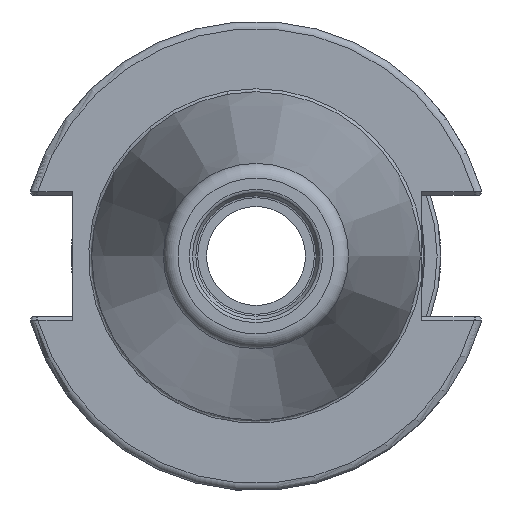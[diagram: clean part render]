
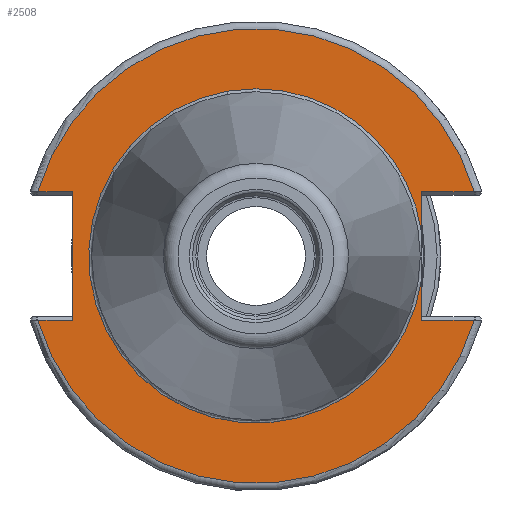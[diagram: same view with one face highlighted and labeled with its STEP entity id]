
A CAD part, left-side view. The second image highlights one B-rep face of the part: STEP entity #2508.
In plain terms, the highlighted planar face has unit normal (-1, 0, 0).
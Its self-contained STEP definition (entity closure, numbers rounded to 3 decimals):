
#155=PLANE('',#2673);
#250=FACE_OUTER_BOUND('',#390,.T.);
#390=EDGE_LOOP('',(#1721,#1722,#1723,#1724,#1725,#1726,#1727,#1728,#1729,
#1730,#1731));
#542=LINE('',#3693,#701);
#549=LINE('',#3815,#708);
#550=LINE('',#3819,#709);
#551=LINE('',#3821,#710);
#552=LINE('',#3823,#711);
#553=LINE('',#3827,#712);
#554=LINE('',#3829,#713);
#701=VECTOR('',#2970,10.);
#708=VECTOR('',#2981,10.);
#709=VECTOR('',#2984,10.);
#710=VECTOR('',#2985,10.);
#711=VECTOR('',#2986,10.);
#712=VECTOR('',#2989,10.);
#713=VECTOR('',#2990,10.);
#862=CIRCLE('',#2674,30.775);
#863=CIRCLE('',#2675,30.775);
#864=CIRCLE('',#2676,22.625);
#865=CIRCLE('',#2677,22.625);
#1021=VERTEX_POINT('',#3690);
#1022=VERTEX_POINT('',#3692);
#1030=VERTEX_POINT('',#3814);
#1031=VERTEX_POINT('',#3816);
#1032=VERTEX_POINT('',#3818);
#1033=VERTEX_POINT('',#3820);
#1034=VERTEX_POINT('',#3822);
#1035=VERTEX_POINT('',#3824);
#1036=VERTEX_POINT('',#3826);
#1037=VERTEX_POINT('',#3828);
#1038=VERTEX_POINT('',#3830);
#1299=EDGE_CURVE('',#1021,#1022,#542,.T.);
#1311=EDGE_CURVE('',#1030,#1022,#549,.T.);
#1312=EDGE_CURVE('',#1031,#1021,#862,.T.);
#1313=EDGE_CURVE('',#1032,#1031,#550,.T.);
#1314=EDGE_CURVE('',#1032,#1033,#551,.T.);
#1315=EDGE_CURVE('',#1034,#1033,#552,.T.);
#1316=EDGE_CURVE('',#1035,#1034,#863,.T.);
#1317=EDGE_CURVE('',#1036,#1035,#553,.T.);
#1318=EDGE_CURVE('',#1036,#1037,#554,.T.);
#1319=EDGE_CURVE('',#1037,#1038,#864,.T.);
#1320=EDGE_CURVE('',#1038,#1030,#865,.T.);
#1721=ORIENTED_EDGE('',*,*,#1311,.T.);
#1722=ORIENTED_EDGE('',*,*,#1299,.F.);
#1723=ORIENTED_EDGE('',*,*,#1312,.F.);
#1724=ORIENTED_EDGE('',*,*,#1313,.F.);
#1725=ORIENTED_EDGE('',*,*,#1314,.T.);
#1726=ORIENTED_EDGE('',*,*,#1315,.F.);
#1727=ORIENTED_EDGE('',*,*,#1316,.F.);
#1728=ORIENTED_EDGE('',*,*,#1317,.F.);
#1729=ORIENTED_EDGE('',*,*,#1318,.T.);
#1730=ORIENTED_EDGE('',*,*,#1319,.T.);
#1731=ORIENTED_EDGE('',*,*,#1320,.T.);
#2508=ADVANCED_FACE('',(#250),#155,.T.);
#2673=AXIS2_PLACEMENT_3D('',#3813,#2979,#2980);
#2674=AXIS2_PLACEMENT_3D('',#3817,#2982,#2983);
#2675=AXIS2_PLACEMENT_3D('',#3825,#2987,#2988);
#2676=AXIS2_PLACEMENT_3D('',#3831,#2991,#2992);
#2677=AXIS2_PLACEMENT_3D('',#3832,#2993,#2994);
#2970=DIRECTION('',(0.,1.,0.));
#2979=DIRECTION('center_axis',(-1.,0.,0.));
#2980=DIRECTION('ref_axis',(0.,0.,1.));
#2981=DIRECTION('',(0.,0.,1.));
#2982=DIRECTION('center_axis',(1.,0.,0.));
#2983=DIRECTION('ref_axis',(0.,0.,-1.));
#2984=DIRECTION('',(0.,1.,0.));
#2985=DIRECTION('',(0.,0.,-1.));
#2986=DIRECTION('',(0.,-1.,0.));
#2987=DIRECTION('center_axis',(1.,0.,0.));
#2988=DIRECTION('ref_axis',(0.,0.,-1.));
#2989=DIRECTION('',(0.,-1.,0.));
#2990=DIRECTION('',(0.,0.,1.));
#2991=DIRECTION('center_axis',(1.,0.,0.));
#2992=DIRECTION('ref_axis',(0.,0.,-1.));
#2993=DIRECTION('center_axis',(1.,0.,0.));
#2994=DIRECTION('ref_axis',(0.,0.,-1.));
#3690=CARTESIAN_POINT('',(1.,-29.523,8.69));
#3692=CARTESIAN_POINT('',(1.,-22.41,8.69));
#3693=CARTESIAN_POINT('',(1.,4.182,8.69));
#3813=CARTESIAN_POINT('Origin',(1.,30.775,0.));
#3814=CARTESIAN_POINT('',(1.,-22.41,3.112));
#3815=CARTESIAN_POINT('',(1.,-22.41,-4.095));
#3816=CARTESIAN_POINT('',(1.,29.523,8.69));
#3817=CARTESIAN_POINT('Origin',(1.,0.,
0.));
#3818=CARTESIAN_POINT('',(1.,24.8,8.69));
#3819=CARTESIAN_POINT('',(1.,38.399,8.69));
#3820=CARTESIAN_POINT('',(1.,24.8,-8.69));
#3821=CARTESIAN_POINT('',(1.,24.8,4.095));
#3822=CARTESIAN_POINT('',(1.,29.523,-8.69));
#3823=CARTESIAN_POINT('',(1.,27.788,-8.69));
#3824=CARTESIAN_POINT('',(1.,-29.523,-8.69));
#3825=CARTESIAN_POINT('Origin',(1.,0.,
0.));
#3826=CARTESIAN_POINT('',(1.,-22.41,-8.69));
#3827=CARTESIAN_POINT('',(1.,-6.591,-8.69));
#3828=CARTESIAN_POINT('',(1.,-22.41,-3.112));
#3829=CARTESIAN_POINT('',(1.,-22.41,-4.095));
#3830=CARTESIAN_POINT('',(1.,0.,22.625));
#3831=CARTESIAN_POINT('Origin',(1.,0.,
0.));
#3832=CARTESIAN_POINT('Origin',(1.,0.,
0.));
